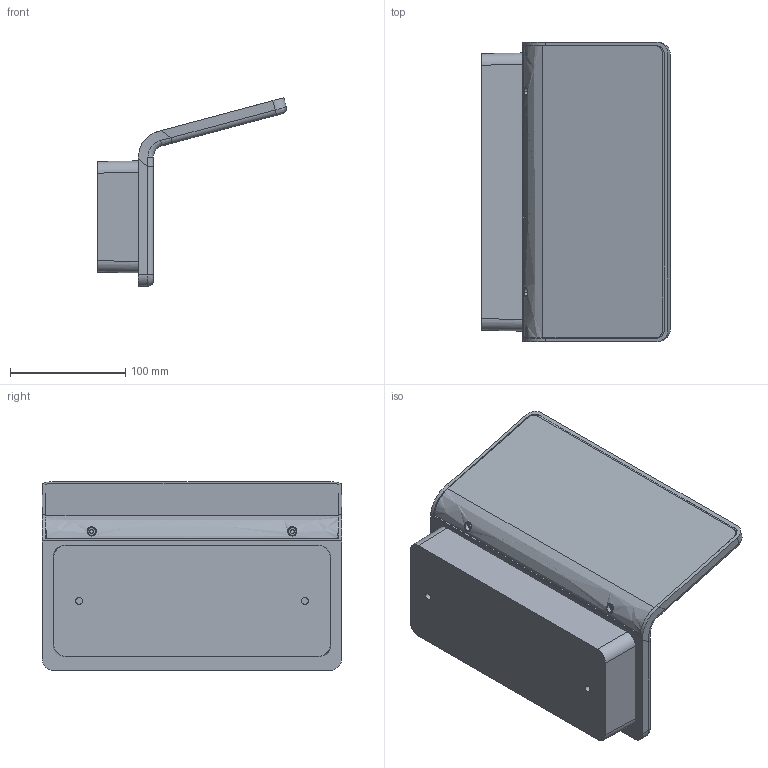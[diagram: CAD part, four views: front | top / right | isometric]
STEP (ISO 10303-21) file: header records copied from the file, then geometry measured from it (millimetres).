
FILE_DESCRIPTION(/* description */ (''),/* implementation_level */ '2;1');
FILE_NAME(/* name */ 'Kuma_Led_21W_3D',/* time_stamp */ '2012-02-22T12:12:33+01:00',/* author */ (''),/* organization */ (''),/* preprocessor_version */ 'ST-DEVELOPER v10',/* originating_system */ '',/* authorisation */ '');
FILE_SCHEMA (('CONFIG_CONTROL_DESIGN'));
Length unit declared in the file: millimetre
Products named in the file (1): 1
Bounding box: 163.74 x 260.09 x 163.62 mm (x, y, z)
Volume: 86842.3 mm3; surface area: 226976.6 mm2
Topology: 1 solids, 3 shells, 229 faces, 578 edges, 363 vertices
Faces by surface type: bspline 143, plane 86
Entity records: 8088 total; most frequent: CARTESIAN_POINT 4525, ORIENTED_EDGE 1124, EDGE_CURVE 573, B_SPLINE_CURVE_WITH_KNOTS 408, VERTEX_POINT 362, EDGE_LOOP 247, ADVANCED_FACE 229, FACE_OUTER_BOUND 229
